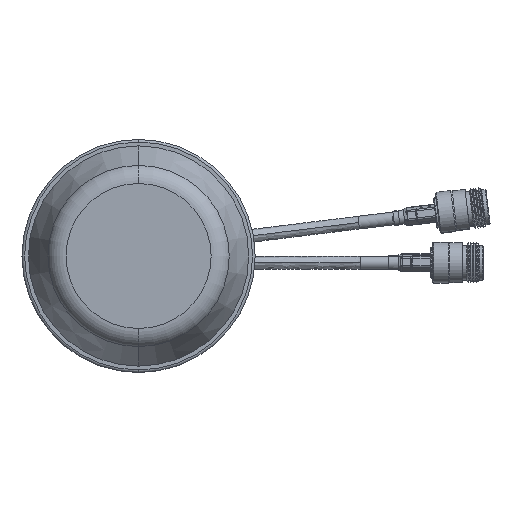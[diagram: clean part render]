
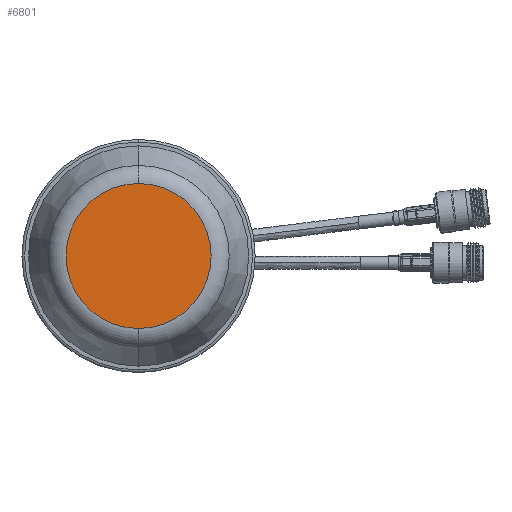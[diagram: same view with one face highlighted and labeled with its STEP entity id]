
A CAD part, left-side view. The second image highlights one B-rep face of the part: STEP entity #6801.
In plain terms, the highlighted planar face has unit normal (-1, 0, 0).
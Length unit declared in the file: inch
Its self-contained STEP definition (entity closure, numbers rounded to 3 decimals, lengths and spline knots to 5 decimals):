
#9 = VERTEX_POINT ( 'NONE', #7094 ) ;
#109 = VERTEX_POINT ( 'NONE', #7231 ) ;
#747 = AXIS2_PLACEMENT_3D ( 'NONE', #9888, #9697, #9829 ) ;
#1932 = FACE_OUTER_BOUND ( 'NONE', #11149, .T. ) ;
#3257 = EDGE_CURVE ( 'NONE', #9, #109, #5103, .T. ) ;
#3319 = EDGE_CURVE ( 'NONE', #109, #9, #5188, .T. ) ;
#5103 = CIRCLE ( 'NONE', #5850, 1.10198 ) ;
#5188 = CIRCLE ( 'NONE', #5886, 1.10198 ) ;
#5850 = AXIS2_PLACEMENT_3D ( 'NONE', #8391, #7924, #8021 ) ;
#5886 = AXIS2_PLACEMENT_3D ( 'NONE', #8010, #8295, #8341 ) ;
#6801 = ADVANCED_FACE ( 'NONE', ( #1932 ), #9671, .T. ) ;
#7094 = CARTESIAN_POINT ( 'NONE',  ( -13.17409, 0., -1.10198 ) ) ;
#7231 = CARTESIAN_POINT ( 'NONE',  ( -13.17409, 0., 1.10198 ) ) ;
#7924 = DIRECTION ( 'NONE',  ( 1., 0., 0. ) ) ;
#8010 = CARTESIAN_POINT ( 'NONE',  ( -13.17409, 0., 0. ) ) ;
#8021 = DIRECTION ( 'NONE',  ( 0., 0., -1. ) ) ;
#8295 = DIRECTION ( 'NONE',  ( 1., 0., 0. ) ) ;
#8341 = DIRECTION ( 'NONE',  ( 0., 0., -1. ) ) ;
#8391 = CARTESIAN_POINT ( 'NONE',  ( -13.17409, 0., 0. ) ) ;
#8922 = ORIENTED_EDGE ( 'NONE', *, *, #3257, .F. ) ;
#8923 = ORIENTED_EDGE ( 'NONE', *, *, #3319, .F. ) ;
#9671 = PLANE ( 'NONE',  #747 ) ;
#9697 = DIRECTION ( 'NONE',  ( -1., 0., 0. ) ) ;
#9829 = DIRECTION ( 'NONE',  ( 0., 0., 1. ) ) ;
#9888 = CARTESIAN_POINT ( 'NONE',  ( -13.17409, 0., 0. ) ) ;
#11149 = EDGE_LOOP ( 'NONE', ( #8922, #8923 ) ) ;
